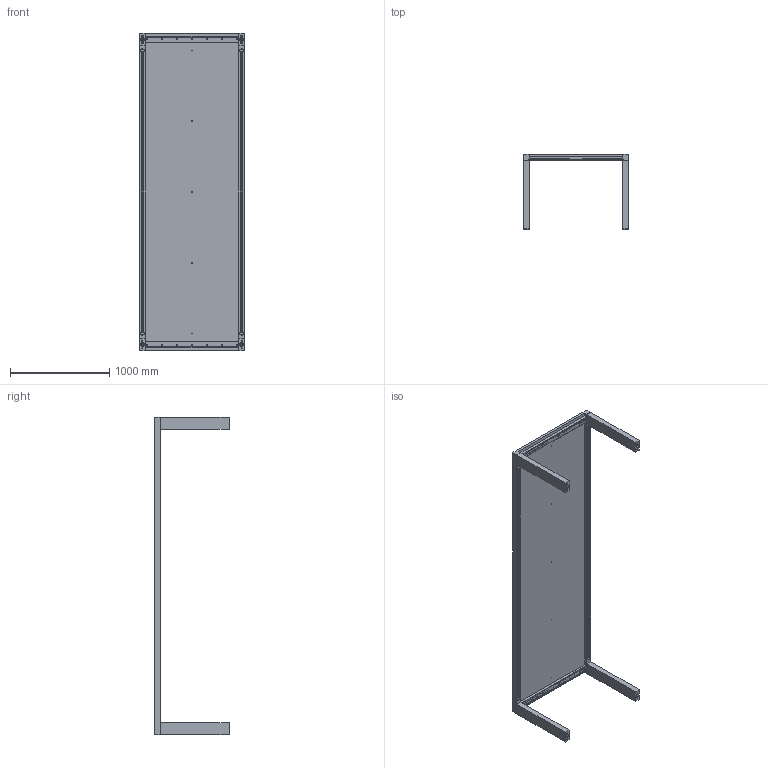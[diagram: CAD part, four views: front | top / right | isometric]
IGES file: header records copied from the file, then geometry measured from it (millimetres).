
Start section: SolidWorks IGES file using analytic representation for surfaces
Global section: file name: Arco-Essenza-rectangular_XL-320x105x75-Willem_van_Ast-3Dfile.IGS; native system: SolidWorks 2019; preprocessor: SolidWorks 2019; author: jellisg; date: 210615.145746; units: millimetre
Bounding box: 1054 x 755 x 3200 mm (x, y, z)
Surface area: 8833227.7 mm2 (no closed solid volume)
Topology: 0 solids, 0 shells, 188 faces, 3748 edges, 3744 vertices
Faces by surface type: revolution 96, bspline 92
